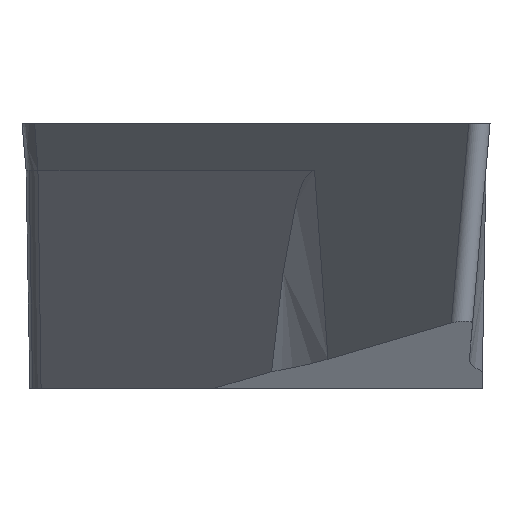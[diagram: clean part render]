
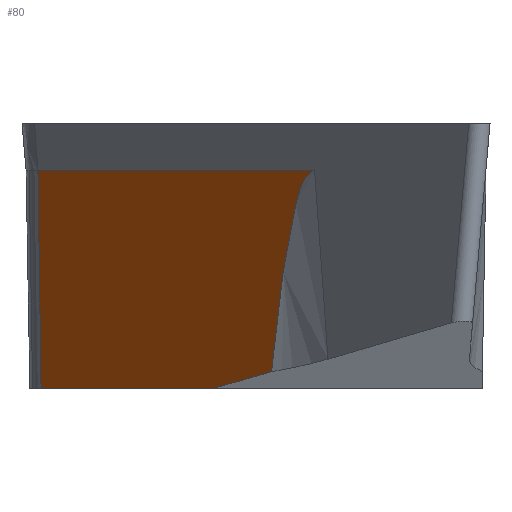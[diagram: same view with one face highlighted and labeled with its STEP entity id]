
A CAD part, front view. The second image highlights one B-rep face of the part: STEP entity #80.
In plain terms, the highlighted planar face has unit normal (-0.819, -0.574, -0.018).
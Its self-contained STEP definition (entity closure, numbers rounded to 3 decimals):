
#57=FACE_OUTER_BOUND('',#219,.T.);
#80=ADVANCED_FACE('',(#57),#105,.F.);
#105=PLANE('',#588);
#114=LINE('',#795,#152);
#129=LINE('',#937,#168);
#133=LINE('',#991,#174);
#134=LINE('',#992,#175);
#152=VECTOR('',#624,1.);
#168=VECTOR('',#646,1.);
#174=VECTOR('',#660,1.);
#175=VECTOR('',#661,1.);
#219=EDGE_LOOP('',(#286,#287,#288,#289,#290,#291));
#286=ORIENTED_EDGE('',*,*,#469,.F.);
#287=ORIENTED_EDGE('',*,*,#468,.T.);
#288=ORIENTED_EDGE('',*,*,#467,.T.);
#289=ORIENTED_EDGE('',*,*,#459,.F.);
#290=ORIENTED_EDGE('',*,*,#470,.T.);
#291=ORIENTED_EDGE('',*,*,#438,.T.);
#388=VERTEX_POINT('',#793);
#390=VERTEX_POINT('',#796);
#408=VERTEX_POINT('',#936);
#409=VERTEX_POINT('',#938);
#412=VERTEX_POINT('',#973);
#413=VERTEX_POINT('',#981);
#438=EDGE_CURVE('',#390,#388,#114,.T.);
#459=EDGE_CURVE('',#408,#409,#129,.T.);
#467=EDGE_CURVE('',#413,#409,#542,.T.);
#468=EDGE_CURVE('',#412,#413,#543,.T.);
#469=EDGE_CURVE('',#412,#388,#133,.T.);
#470=EDGE_CURVE('',#408,#390,#134,.T.);
#542=B_SPLINE_CURVE_WITH_KNOTS('',3,(#974,#975,#976,#977,#978,#979,#980),
 .UNSPECIFIED.,.F.,.F.,(4,3,4),(0.,0.802,1.),.UNSPECIFIED.);
#543=B_SPLINE_CURVE_WITH_KNOTS('',3,(#982,#983,#984,#985,#986,#987,#988,
#989),.UNSPECIFIED.,.F.,.F.,(4,2,2,4),(0.,0.5,0.75,1.),.UNSPECIFIED.);
#588=AXIS2_PLACEMENT_3D('',#993,#662,#663);
#624=DIRECTION('',(0.574,-0.819,0.));
#646=DIRECTION('',(0.574,-0.819,0.));
#660=DIRECTION('',(-0.564,0.81,-0.163));
#661=DIRECTION('',(0.014,0.01,-1.));
#662=DIRECTION('',(0.819,0.573,0.017));
#663=DIRECTION('',(0.014,0.01,-1.));
#793=CARTESIAN_POINT('',(-0.722,-5.707,-4.525));
#795=CARTESIAN_POINT('',(1.054,-8.243,-4.525));
#796=CARTESIAN_POINT('',(-3.674,-1.491,-4.525));
#936=CARTESIAN_POINT('',(-3.727,-1.529,-0.8));
#937=CARTESIAN_POINT('',(1.001,-8.281,-0.8));
#938=CARTESIAN_POINT('',(1.001,-8.281,-0.8));
#973=CARTESIAN_POINT('',(0.266,-7.126,-4.24));
#974=CARTESIAN_POINT('',(0.929,-8.178,-0.828));
#975=CARTESIAN_POINT('',(0.947,-8.204,-0.814));
#976=CARTESIAN_POINT('',(0.966,-8.232,-0.804));
#977=CARTESIAN_POINT('',(0.986,-8.26,-0.801));
#978=CARTESIAN_POINT('',(0.991,-8.267,-0.8));
#979=CARTESIAN_POINT('',(0.996,-8.274,-0.8));
#980=CARTESIAN_POINT('',(1.001,-8.281,-0.8));
#981=CARTESIAN_POINT('',(0.929,-8.178,-0.828));
#982=CARTESIAN_POINT('',(0.266,-7.126,-4.24));
#983=CARTESIAN_POINT('',(0.324,-7.228,-3.635));
#984=CARTESIAN_POINT('',(0.39,-7.34,-3.033));
#985=CARTESIAN_POINT('',(0.523,-7.557,-2.144));
#986=CARTESIAN_POINT('',(0.572,-7.637,-1.85));
#987=CARTESIAN_POINT('',(0.702,-7.839,-1.284));
#988=CARTESIAN_POINT('',(0.767,-7.942,-0.956));
#989=CARTESIAN_POINT('',(0.929,-8.178,-0.828));
#991=CARTESIAN_POINT('',(1.351,-8.686,-3.926));
#992=CARTESIAN_POINT('',(-3.729,-1.53,-0.7));
#993=CARTESIAN_POINT('',(0.999,-8.282,-0.7));
